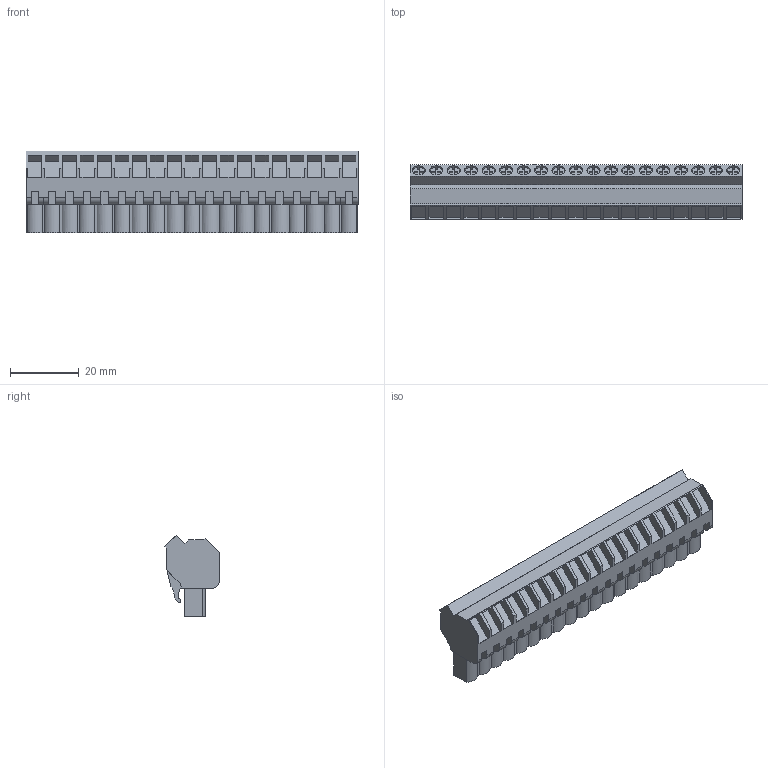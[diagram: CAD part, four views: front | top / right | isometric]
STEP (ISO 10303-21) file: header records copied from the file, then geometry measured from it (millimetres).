
FILE_DESCRIPTION(('CATIA V5 STEP Exchange','CAx-IF Rec.Pracs.--- Model Styling and Organization---1.2---2011-12-15'),'2;1');
FILE_NAME ('D1460071_0_1946420000_1946420000.stp','2017-09-23T15:17:02+00:00',('none'),('Weidmueller'),'CATIA Version 5-6 Release 2014','CATIA V5 STEP AP214','none');
FILE_SCHEMA(('AUTOMOTIVE_DESIGN { 1 0 10303 214 1 1 1 1 }'));
Length unit declared in the file: millimetre
Products named in the file (1): 1946420000
Bounding box: 96.52 x 15.88 x 23.77 mm (x, y, z)
Volume: 20685.5 mm3; surface area: 11005.6 mm2
Topology: 20 solids, 20 shells, 998 faces, 2893 edges, 1974 vertices
Faces by surface type: plane 797, cylinder 197, extrusion 4
Entity records: 30370 total; most frequent: ORIENTED_EDGE 5786, CARTESIAN_POINT 5751, DIRECTION 3950, EDGE_CURVE 2893, VECTOR 2421, LINE 2417, VERTEX_POINT 1974, EDGE_LOOP 1037
